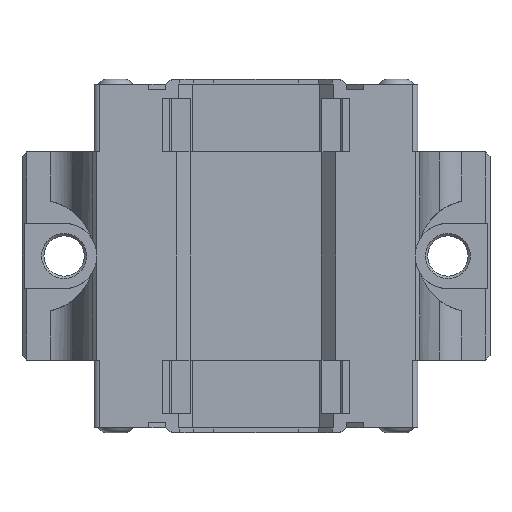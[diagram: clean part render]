
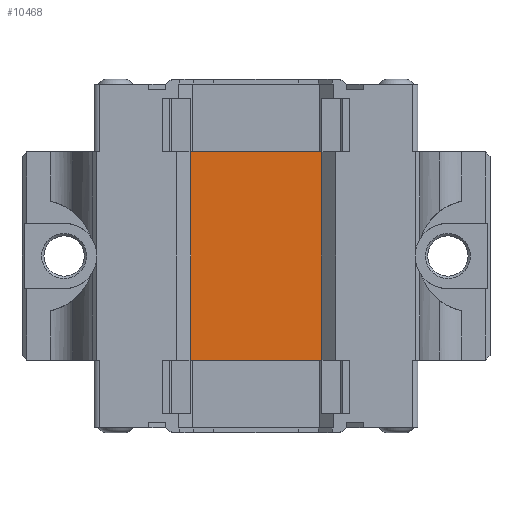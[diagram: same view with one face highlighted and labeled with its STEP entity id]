
A CAD part, front view. The second image highlights one B-rep face of the part: STEP entity #10468.
In plain terms, the highlighted planar face has unit normal (0, -1, 0).
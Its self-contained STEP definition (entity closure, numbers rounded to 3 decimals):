
#1324=FACE_OUTER_BOUND('',#1901,.T.);
#1901=EDGE_LOOP('',(#9495,#9496,#9497,#9498));
#2847=LINE('',#16868,#3953);
#2894=LINE('',#17015,#4000);
#3017=LINE('',#17420,#4123);
#3018=LINE('',#17422,#4124);
#3953=VECTOR('',#13812,10.);
#4000=VECTOR('',#13969,10.);
#4123=VECTOR('',#14290,10.);
#4124=VECTOR('',#14293,10.);
#4965=VERTEX_POINT('',#16865);
#4966=VERTEX_POINT('',#16867);
#5010=VERTEX_POINT('',#17012);
#5011=VERTEX_POINT('',#17014);
#6345=EDGE_CURVE('',#4965,#4966,#2847,.T.);
#6418=EDGE_CURVE('',#5010,#5011,#2894,.T.);
#6583=EDGE_CURVE('',#4965,#5011,#3017,.T.);
#6584=EDGE_CURVE('',#4966,#5010,#3018,.T.);
#9495=ORIENTED_EDGE('',*,*,#6583,.T.);
#9496=ORIENTED_EDGE('',*,*,#6418,.F.);
#9497=ORIENTED_EDGE('',*,*,#6584,.F.);
#9498=ORIENTED_EDGE('',*,*,#6345,.F.);
#9929=PLANE('',#11399);
#10468=ADVANCED_FACE('',(#1324),#9929,.T.);
#11399=AXIS2_PLACEMENT_3D('',#17421,#14291,#14292);
#13812=DIRECTION('',(-1.,0.,0.));
#13969=DIRECTION('',(1.,0.,0.));
#14290=DIRECTION('',(0.,0.,1.));
#14291=DIRECTION('center_axis',(0.,-1.,0.));
#14292=DIRECTION('ref_axis',(1.,0.,0.));
#14293=DIRECTION('',(0.,0.,1.));
#16865=CARTESIAN_POINT('',(14.01,-10.1,-22.25));
#16867=CARTESIAN_POINT('',(-14.01,-10.1,-22.25));
#16868=CARTESIAN_POINT('',(-14.01,-10.1,-22.25));
#17012=CARTESIAN_POINT('',(-14.01,-10.1,22.25));
#17014=CARTESIAN_POINT('',(14.01,-10.1,22.25));
#17015=CARTESIAN_POINT('',(-14.01,-10.1,22.25));
#17420=CARTESIAN_POINT('',(14.01,-10.1,0.));
#17421=CARTESIAN_POINT('Origin',(-14.01,-10.1,0.));
#17422=CARTESIAN_POINT('',(-14.01,-10.1,0.));
